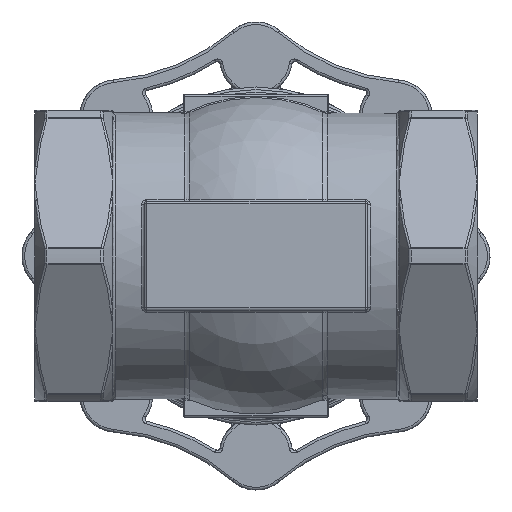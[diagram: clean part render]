
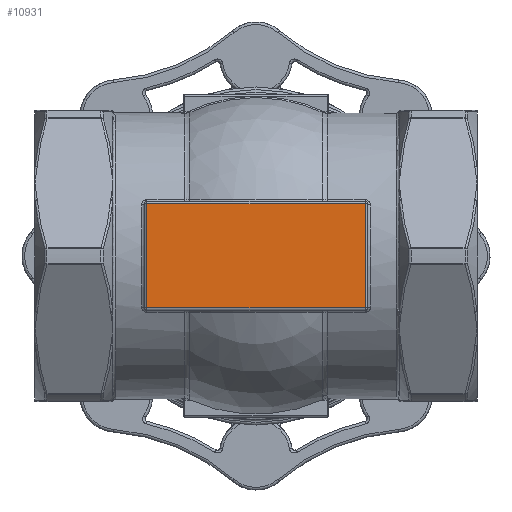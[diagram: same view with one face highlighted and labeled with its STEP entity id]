
A CAD part, front view. The second image highlights one B-rep face of the part: STEP entity #10931.
In plain terms, the highlighted planar face has unit normal (0, -1, 0).
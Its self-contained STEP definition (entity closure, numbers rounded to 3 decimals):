
#10931 = ADVANCED_FACE ( 'NONE', ( #35665 ), #51795, .T. ) ;
#20619 = EDGE_LOOP ( 'NONE', ( #78684, #77922, #77850, #77851 ) ) ;
#35665 = FACE_OUTER_BOUND ( 'NONE', #20619, .T. ) ;
#44970 = VECTOR ( 'NONE', #51211, 1000. ) ;
#44983 = VECTOR ( 'NONE', #51206, 1000. ) ;
#44988 = VECTOR ( 'NONE', #51216, 1000. ) ;
#44990 = VECTOR ( 'NONE', #51221, 1000. ) ;
#48587 = CARTESIAN_POINT ( 'NONE',  ( 21., -30.5, -10. ) ) ;
#48590 = CARTESIAN_POINT ( 'NONE',  ( -21., -30.5, -10. ) ) ;
#48594 = CARTESIAN_POINT ( 'NONE',  ( 21., -30.5, 10. ) ) ;
#48605 = CARTESIAN_POINT ( 'NONE',  ( -21., -30.5, 10. ) ) ;
#51188 = LINE ( 'NONE', #51208, #44970 ) ;
#51201 = LINE ( 'NONE', #51204, #44983 ) ;
#51204 = CARTESIAN_POINT ( 'NONE',  ( -21., -30.5, -10.5 ) ) ;
#51206 = DIRECTION ( 'NONE',  ( 0., 0., -1. ) ) ;
#51208 = CARTESIAN_POINT ( 'NONE',  ( -21.5, -30.5, 10. ) ) ;
#51211 = DIRECTION ( 'NONE',  ( -1., 0., 0. ) ) ;
#51213 = LINE ( 'NONE', #51215, #44988 ) ;
#51215 = CARTESIAN_POINT ( 'NONE',  ( 21., -30.5, 10.5 ) ) ;
#51216 = DIRECTION ( 'NONE',  ( 0., 0., 1. ) ) ;
#51218 = LINE ( 'NONE', #51220, #44990 ) ;
#51220 = CARTESIAN_POINT ( 'NONE',  ( 21.5, -30.5, -10. ) ) ;
#51221 = DIRECTION ( 'NONE',  ( 1., 0., 0. ) ) ;
#51795 = PLANE ( 'NONE',  #62909 ) ;
#51823 = CARTESIAN_POINT ( 'NONE',  ( -21.5, -30.5, -10.5 ) ) ;
#51825 = DIRECTION ( 'NONE',  ( 0., -1., 0. ) ) ;
#51827 = DIRECTION ( 'NONE',  ( 0., 0., -1. ) ) ;
#62909 = AXIS2_PLACEMENT_3D ( 'NONE', #51823, #51825, #51827 ) ;
#72783 = VERTEX_POINT ( 'NONE', #48587 ) ;
#72787 = VERTEX_POINT ( 'NONE', #48590 ) ;
#73073 = VERTEX_POINT ( 'NONE', #48594 ) ;
#73083 = VERTEX_POINT ( 'NONE', #48605 ) ;
#75231 = EDGE_CURVE ( 'NONE', #73083, #72787, #51201, .T. ) ;
#75232 = EDGE_CURVE ( 'NONE', #73073, #73083, #51188, .T. ) ;
#75234 = EDGE_CURVE ( 'NONE', #72783, #73073, #51213, .T. ) ;
#75235 = EDGE_CURVE ( 'NONE', #72787, #72783, #51218, .T. ) ;
#77850 = ORIENTED_EDGE ( 'NONE', *, *, #75235, .T. ) ;
#77851 = ORIENTED_EDGE ( 'NONE', *, *, #75234, .T. ) ;
#77922 = ORIENTED_EDGE ( 'NONE', *, *, #75231, .T. ) ;
#78684 = ORIENTED_EDGE ( 'NONE', *, *, #75232, .T. ) ;
